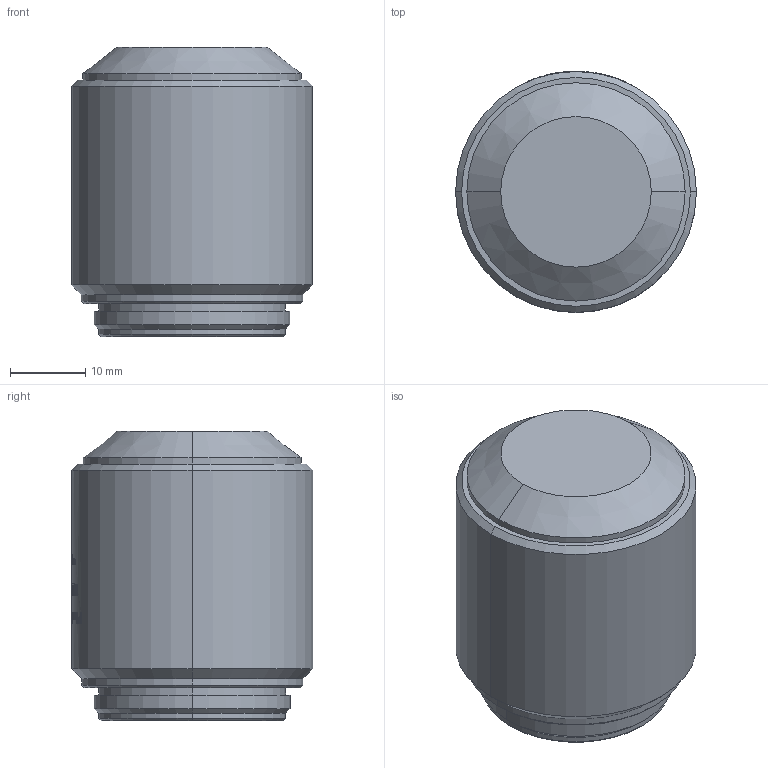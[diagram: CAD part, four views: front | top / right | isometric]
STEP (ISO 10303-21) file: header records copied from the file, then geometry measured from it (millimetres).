
FILE_DESCRIPTION (( 'STEP AP203' ), '1' );
FILE_NAME ('690110.STEP', '2025-07-14T07:13:26', ( '' ), ( '' ), 'SwSTEP 2.0', 'SolidWorks 2020', '' );
FILE_SCHEMA (( 'CONFIG_CONTROL_DESIGN' ));
Length unit declared in the file: millimetre
Products named in the file (1): 690110
Bounding box: 32 x 32.05 x 38.45 mm (x, y, z)
Volume: 28065.9 mm3; surface area: 5022.8 mm2
Topology: 1 solids, 1 shells, 333 faces, 845 edges, 558 vertices
Faces by surface type: plane 145, bspline 123, cylinder 53, cone 12
Entity records: 24836 total; most frequent: CARTESIAN_POINT 17696, ORIENTED_EDGE 1690, DIRECTION 1048, EDGE_CURVE 845, VERTEX_POINT 558, B_SPLINE_CURVE_WITH_KNOTS 403, AXIS2_PLACEMENT_3D 395, EDGE_LOOP 377
